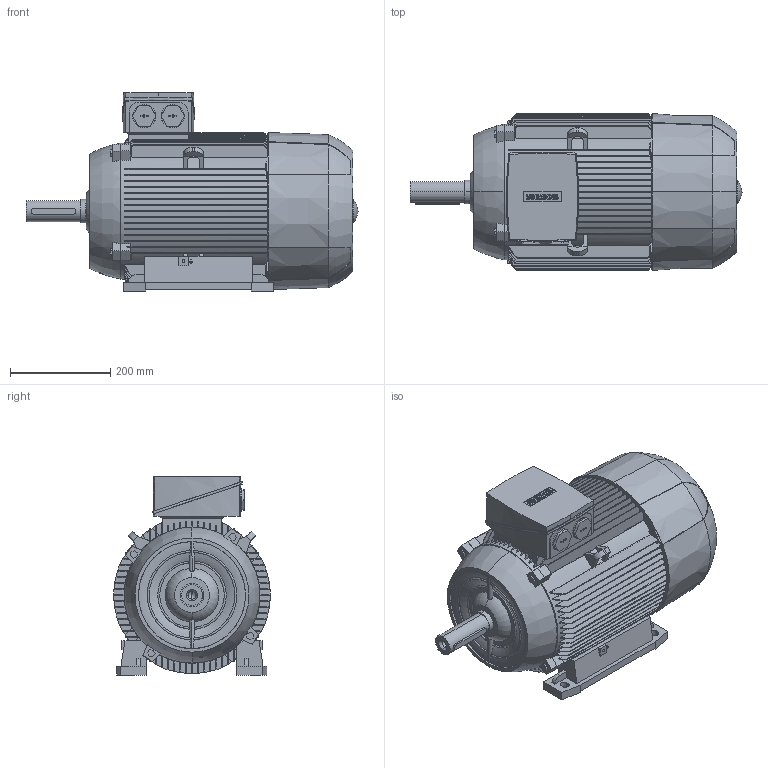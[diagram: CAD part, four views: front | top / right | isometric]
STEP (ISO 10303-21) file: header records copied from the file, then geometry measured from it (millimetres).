
FILE_DESCRIPTION(('STEP AP214'),'1');
FILE_NAME('cctmp_9D0B6ECA-79EE-4937-BFA5-5C3057EB7F58_2023_06_26_14_43_17_0961..stp','2023-06-26T12:43:18',('SIEMENS A&D'),('CADClick - www.CADClick.com'),'Spatial InterOp 3D',' ','unknown authorization');
FILE_SCHEMA(('AUTOMOTIVE_DESIGN'));
Length unit declared in the file: millimetre
Products named in the file (1): 2023_06_26_14_43_17_0946
Bounding box: 664 x 314 x 396.5 mm (x, y, z)
Volume: 36825174.2 mm3; surface area: 1487912.2 mm2
Topology: 1 solids, 1 shells, 1034 faces, 2959 edges, 1958 vertices
Faces by surface type: plane 623, cylinder 241, torus 152, cone 18
Entity records: 50695 total; most frequent: CARTESIAN_POINT 15865, ORIENTED_EDGE 5910, DIRECTION 5104, EDGE_CURVE 2955, VERTEX_POINT 1958, LINE 1748, VECTOR 1748, AXIS2_PLACEMENT_3D 1678
